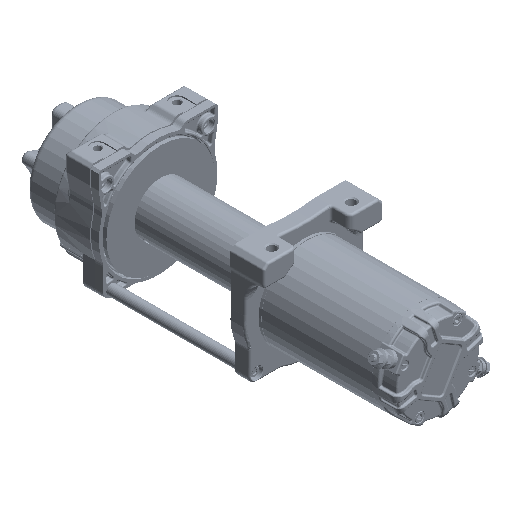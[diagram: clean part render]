
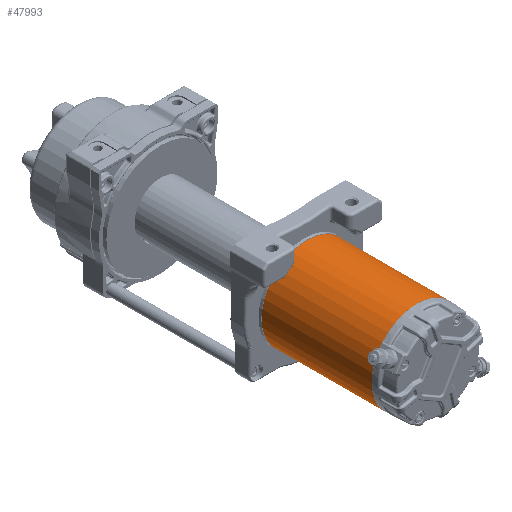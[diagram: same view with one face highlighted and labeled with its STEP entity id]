
A CAD part, isometric view. The second image highlights one B-rep face of the part: STEP entity #47993.
In plain terms, the highlighted cylindrical face has radius 43.5 mm (diameter 87 mm), a full revolution.
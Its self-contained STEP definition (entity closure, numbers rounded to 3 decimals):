
#3214=CYLINDRICAL_SURFACE('',#51327,43.5);
#4350=LINE('',#78299,#7317);
#7317=VECTOR('',#57399,43.5);
#10615=FACE_OUTER_BOUND('',#13357,.T.);
#13357=EDGE_LOOP('',(#31944,#31945,#31946,#31947));
#16382=CIRCLE('',#51328,43.5);
#16383=CIRCLE('',#51329,43.5);
#18565=VERTEX_POINT('',#78296);
#18566=VERTEX_POINT('',#78298);
#23697=EDGE_CURVE('',#18565,#18565,#16382,.T.);
#23698=EDGE_CURVE('',#18565,#18566,#4350,.T.);
#23699=EDGE_CURVE('',#18566,#18566,#16383,.T.);
#31944=ORIENTED_EDGE('',*,*,#23697,.F.);
#31945=ORIENTED_EDGE('',*,*,#23698,.T.);
#31946=ORIENTED_EDGE('',*,*,#23699,.T.);
#31947=ORIENTED_EDGE('',*,*,#23698,.F.);
#47993=ADVANCED_FACE('',(#10615),#3214,.T.);
#51327=AXIS2_PLACEMENT_3D('',#78295,#57395,#57396);
#51328=AXIS2_PLACEMENT_3D('',#78297,#57397,#57398);
#51329=AXIS2_PLACEMENT_3D('',#78300,#57400,#57401);
#57395=DIRECTION('center_axis',(0.,1.,0.));
#57396=DIRECTION('ref_axis',(-1.,0.,0.));
#57397=DIRECTION('center_axis',(0.,1.,0.));
#57398=DIRECTION('ref_axis',(-1.,0.,0.));
#57399=DIRECTION('',(0.,-1.,0.));
#57400=DIRECTION('center_axis',(0.,1.,0.));
#57401=DIRECTION('ref_axis',(-1.,0.,0.));
#78295=CARTESIAN_POINT('Origin',(0.,-189.75,0.));
#78296=CARTESIAN_POINT('',(43.5,-79.5,0.));
#78297=CARTESIAN_POINT('Origin',(0.,-79.5,0.));
#78298=CARTESIAN_POINT('',(43.5,-184.5,0.));
#78299=CARTESIAN_POINT('',(43.5,-189.75,0.));
#78300=CARTESIAN_POINT('Origin',(0.,-184.5,0.));
